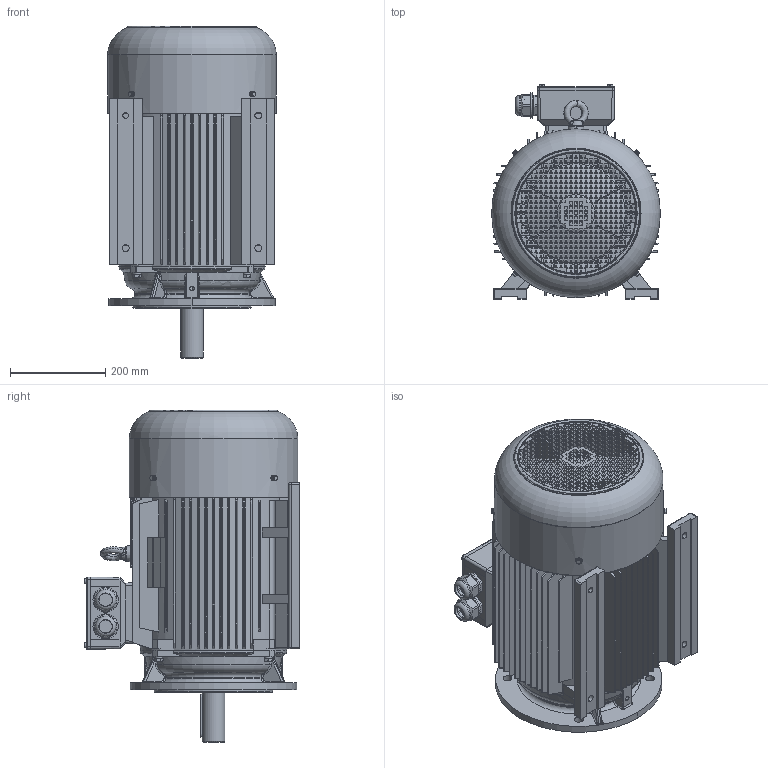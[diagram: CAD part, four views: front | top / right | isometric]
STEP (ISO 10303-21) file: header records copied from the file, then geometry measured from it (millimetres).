
FILE_DESCRIPTION(/* description */ (''),/* implementation_level */ '2;1');
FILE_NAME(/* name */ 'JM3-180L-B35.stp',/* time_stamp */ '2016-06-24T13:37:18+08:00',/* author */ (''),/* organization */ (''),/* preprocessor_version */ 'ST-DEVELOPER v15',/* originating_system */ 'SIEMENS PLM Software NX 8.5',/* authorisation */ '');
FILE_SCHEMA (('AUTOMOTIVE_DESIGN { 1 0 10303 214 3 1 1 1 }'));
Length unit declared in the file: millimetre
Products named in the file (1): pc1194463899zj
Bounding box: 355 x 450.6 x 698.23 mm (x, y, z)
Volume: 13527041.4 mm3; surface area: 3529764.7 mm2
Topology: 60 solids, 60 shells, 4904 faces, 13081 edges, 8422 vertices
Faces by surface type: plane 2791, cylinder 1006, bspline 396, torus 384, cone 319, sphere 8
Full cylindrical faces by diameter (mm): 5.35 x4, 6 x8, 6.4 x4, 7.188 x10, 8 x11, 9.026 x8, 9.1 x10, 10 x9, 11.2 x8, 12 x4, 16 x1, 27.5 x2, 32.5 x4, 38.75 x12, 40 x5, 41.25 x12, 42 x1, 43 x3, 43.125 x2, 48 x1, 53 x2, 53.125 x2, 209 x1, 254 x1, 352 x1, 355 x1
Entity records: 198245 total; most frequent: CARTESIAN_POINT 57765, ORIENTED_EDGE 25364, DIRECTION 22638, EDGE_CURVE 12682, VERTEX_POINT 8309, LINE 7780, VECTOR 7780, AXIS2_PLACEMENT_3D 7429
